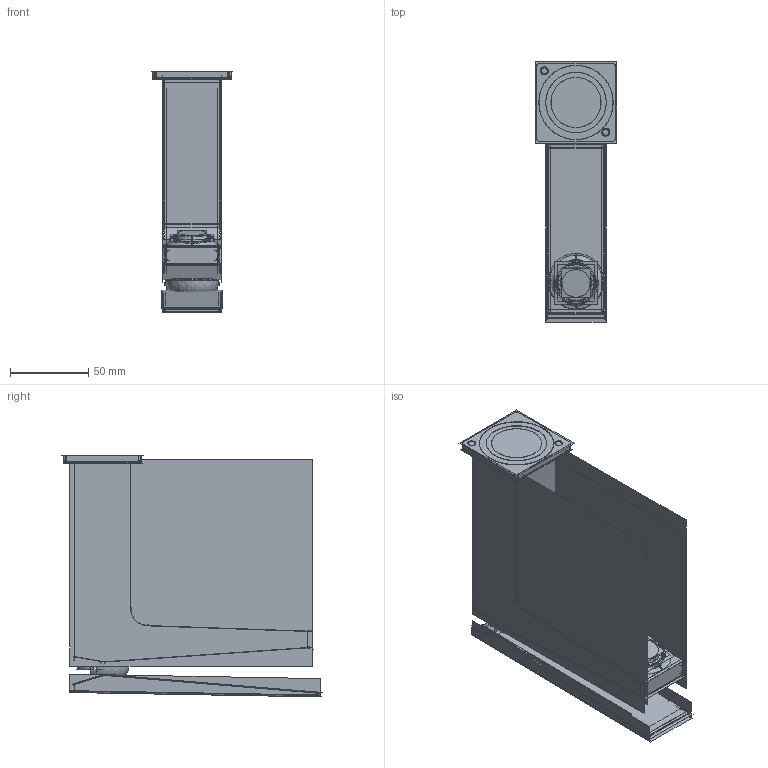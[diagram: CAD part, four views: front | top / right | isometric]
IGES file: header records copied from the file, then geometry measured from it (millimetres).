
Start section:  PTC IGES file: a42608_asm.igs
Global section: file name: a42608_asm.igs; native system: Creo Parametric by PTC Inc.; preprocessor: 2017380; author: osman.cinar; organization: Unknown; date: 20190117.162930; units: millimetre
Bounding box: 52 x 166.01 x 154.36 mm (x, y, z)
Surface area: 331528.1 mm2 (no closed solid volume)
Topology: 0 solids, 0 shells, 1246 faces, 16551 edges, 21684 vertices
Faces by surface type: revolution 712, bspline 532, extrusion 2
